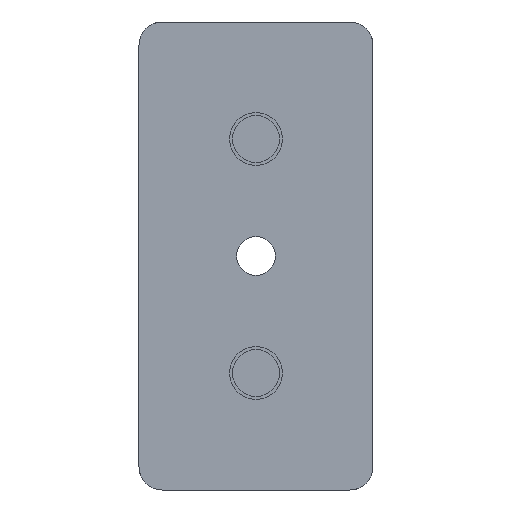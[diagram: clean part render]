
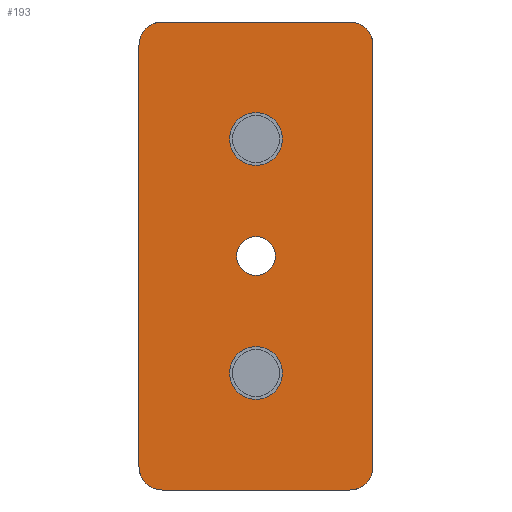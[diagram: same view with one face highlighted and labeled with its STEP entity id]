
A CAD part, front view. The second image highlights one B-rep face of the part: STEP entity #193.
In plain terms, the highlighted planar face has unit normal (0, -1, 0).
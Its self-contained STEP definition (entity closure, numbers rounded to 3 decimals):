
#4 = DIRECTION ( 'NONE',  ( 0., -1., 0. ) ) ;
#40 = AXIS2_PLACEMENT_3D ( 'NONE', #818, #1692, #542 ) ;
#61 = AXIS2_PLACEMENT_3D ( 'NONE', #1562, #1267, #1129 ) ;
#68 = CARTESIAN_POINT ( 'NONE',  ( 0., 0., -3.3 ) ) ;
#73 = VERTEX_POINT ( 'NONE', #1811 ) ;
#78 = CARTESIAN_POINT ( 'NONE',  ( -20., 0., -36. ) ) ;
#91 = ORIENTED_EDGE ( 'NONE', *, *, #1133, .F. ) ;
#108 = DIRECTION ( 'NONE',  ( 0., 0., -1. ) ) ;
#150 = CARTESIAN_POINT ( 'NONE',  ( 0., 0., 0. ) ) ;
#159 = FACE_BOUND ( 'NONE', #816, .T. ) ;
#163 = EDGE_LOOP ( 'NONE', ( #1329, #669 ) ) ;
#171 = LINE ( 'NONE', #438, #1683 ) ;
#193 = ADVANCED_FACE ( 'NONE', ( #475, #159, #208, #1058 ), #854, .F. ) ;
#197 = DIRECTION ( 'NONE',  ( 0., 0., 1. ) ) ;
#208 = FACE_BOUND ( 'NONE', #210, .T. ) ;
#210 = EDGE_LOOP ( 'NONE', ( #1719, #1677 ) ) ;
#219 = AXIS2_PLACEMENT_3D ( 'NONE', #1559, #838, #108 ) ;
#226 = EDGE_CURVE ( 'NONE', #1557, #1211, #1231, .T. ) ;
#267 = VECTOR ( 'NONE', #197, 1000. ) ;
#277 = EDGE_CURVE ( 'NONE', #1655, #609, #1389, .T. ) ;
#306 = LINE ( 'NONE', #622, #267 ) ;
#313 = CARTESIAN_POINT ( 'NONE',  ( 0., 0., -40. ) ) ;
#348 = CIRCLE ( 'NONE', #40, 4. ) ;
#358 = ORIENTED_EDGE ( 'NONE', *, *, #681, .F. ) ;
#377 = DIRECTION ( 'NONE',  ( 0., -1., 0. ) ) ;
#382 = VECTOR ( 'NONE', #1601, 1000. ) ;
#383 = CARTESIAN_POINT ( 'NONE',  ( 20., 0., -36. ) ) ;
#389 = DIRECTION ( 'NONE',  ( 0., 0., -1. ) ) ;
#424 = DIRECTION ( 'NONE',  ( 0., 0., -1. ) ) ;
#436 = CIRCLE ( 'NONE', #219, 4.5 ) ;
#438 = CARTESIAN_POINT ( 'NONE',  ( 0., 0., 40. ) ) ;
#455 = EDGE_LOOP ( 'NONE', ( #812, #762, #1587, #358, #770, #993, #1783, #1536 ) ) ;
#459 = AXIS2_PLACEMENT_3D ( 'NONE', #1510, #921, #1342 ) ;
#461 = CARTESIAN_POINT ( 'NONE',  ( 0., 0., -15.5 ) ) ;
#464 = CIRCLE ( 'NONE', #459, 4.5 ) ;
#475 = FACE_BOUND ( 'NONE', #163, .T. ) ;
#529 = CIRCLE ( 'NONE', #1548, 3.3 ) ;
#538 = AXIS2_PLACEMENT_3D ( 'NONE', #1033, #1451, #1047 ) ;
#542 = DIRECTION ( 'NONE',  ( 0., 0., 1. ) ) ;
#561 = CARTESIAN_POINT ( 'NONE',  ( 16., 0., -40. ) ) ;
#579 = LINE ( 'NONE', #1399, #1708 ) ;
#587 = CARTESIAN_POINT ( 'NONE',  ( 0., 0., 0. ) ) ;
#609 = VERTEX_POINT ( 'NONE', #68 ) ;
#622 = CARTESIAN_POINT ( 'NONE',  ( -20., 0., 0. ) ) ;
#629 = VERTEX_POINT ( 'NONE', #78 ) ;
#657 = EDGE_CURVE ( 'NONE', #1631, #1356, #987, .T. ) ;
#669 = ORIENTED_EDGE ( 'NONE', *, *, #1532, .F. ) ;
#678 = CARTESIAN_POINT ( 'NONE',  ( 16., 0., 40. ) ) ;
#681 = EDGE_CURVE ( 'NONE', #1608, #1145, #579, .T. ) ;
#762 = ORIENTED_EDGE ( 'NONE', *, *, #1813, .F. ) ;
#770 = ORIENTED_EDGE ( 'NONE', *, *, #1157, .F. ) ;
#812 = ORIENTED_EDGE ( 'NONE', *, *, #1632, .F. ) ;
#816 = EDGE_LOOP ( 'NONE', ( #950, #91 ) ) ;
#818 = CARTESIAN_POINT ( 'NONE',  ( 16., 0., 36. ) ) ;
#838 = DIRECTION ( 'NONE',  ( 0., -1., 0. ) ) ;
#854 = PLANE ( 'NONE',  #906 ) ;
#873 = DIRECTION ( 'NONE',  ( 0., 0., -1. ) ) ;
#906 = AXIS2_PLACEMENT_3D ( 'NONE', #1701, #1711, #1856 ) ;
#921 = DIRECTION ( 'NONE',  ( 0., -1., 0. ) ) ;
#950 = ORIENTED_EDGE ( 'NONE', *, *, #657, .F. ) ;
#970 = DIRECTION ( 'NONE',  ( 0., 0., -1. ) ) ;
#975 = EDGE_CURVE ( 'NONE', #629, #1557, #306, .T. ) ;
#978 = DIRECTION ( 'NONE',  ( 0., 0., -1. ) ) ;
#987 = CIRCLE ( 'NONE', #1761, 4.5 ) ;
#993 = ORIENTED_EDGE ( 'NONE', *, *, #1439, .F. ) ;
#1033 = CARTESIAN_POINT ( 'NONE',  ( 16., 0., -36. ) ) ;
#1047 = DIRECTION ( 'NONE',  ( 0., 0., 1. ) ) ;
#1058 = FACE_OUTER_BOUND ( 'NONE', #455, .T. ) ;
#1062 = AXIS2_PLACEMENT_3D ( 'NONE', #1387, #1835, #1822 ) ;
#1070 = EDGE_CURVE ( 'NONE', #73, #1553, #464, .T. ) ;
#1087 = CARTESIAN_POINT ( 'NONE',  ( 0., 0., -20. ) ) ;
#1129 = DIRECTION ( 'NONE',  ( 0., 0., 1. ) ) ;
#1131 = CIRCLE ( 'NONE', #1693, 4.5 ) ;
#1133 = EDGE_CURVE ( 'NONE', #1356, #1631, #1131, .T. ) ;
#1145 = VERTEX_POINT ( 'NONE', #383 ) ;
#1157 = EDGE_CURVE ( 'NONE', #1679, #1608, #348, .T. ) ;
#1211 = VERTEX_POINT ( 'NONE', #1554 ) ;
#1218 = CIRCLE ( 'NONE', #1062, 4. ) ;
#1231 = CIRCLE ( 'NONE', #61, 4. ) ;
#1245 = CARTESIAN_POINT ( 'NONE',  ( 0., 0., 3.3 ) ) ;
#1251 = CARTESIAN_POINT ( 'NONE',  ( 0., 0., 24.5 ) ) ;
#1254 = EDGE_CURVE ( 'NONE', #609, #1655, #529, .T. ) ;
#1260 = CARTESIAN_POINT ( 'NONE',  ( 0., 0., -24.5 ) ) ;
#1267 = DIRECTION ( 'NONE',  ( 0., 1., 0. ) ) ;
#1326 = VERTEX_POINT ( 'NONE', #561 ) ;
#1329 = ORIENTED_EDGE ( 'NONE', *, *, #1070, .F. ) ;
#1342 = DIRECTION ( 'NONE',  ( 0., 0., -1. ) ) ;
#1356 = VERTEX_POINT ( 'NONE', #461 ) ;
#1358 = EDGE_CURVE ( 'NONE', #1145, #1326, #1644, .T. ) ;
#1385 = DIRECTION ( 'NONE',  ( 0., -1., 0. ) ) ;
#1387 = CARTESIAN_POINT ( 'NONE',  ( -16., 0., -36. ) ) ;
#1389 = CIRCLE ( 'NONE', #1450, 3.3 ) ;
#1395 = CARTESIAN_POINT ( 'NONE',  ( 0., 0., -20. ) ) ;
#1399 = CARTESIAN_POINT ( 'NONE',  ( 20., 0., 0. ) ) ;
#1400 = CARTESIAN_POINT ( 'NONE',  ( -16., 0., -40. ) ) ;
#1407 = CARTESIAN_POINT ( 'NONE',  ( 20., 0., 36. ) ) ;
#1432 = LINE ( 'NONE', #313, #382 ) ;
#1439 = EDGE_CURVE ( 'NONE', #1211, #1679, #171, .T. ) ;
#1450 = AXIS2_PLACEMENT_3D ( 'NONE', #587, #1602, #873 ) ;
#1451 = DIRECTION ( 'NONE',  ( 0., 1., 0. ) ) ;
#1510 = CARTESIAN_POINT ( 'NONE',  ( 0., 0., 20. ) ) ;
#1532 = EDGE_CURVE ( 'NONE', #1553, #73, #436, .T. ) ;
#1536 = ORIENTED_EDGE ( 'NONE', *, *, #975, .F. ) ;
#1548 = AXIS2_PLACEMENT_3D ( 'NONE', #150, #4, #424 ) ;
#1553 = VERTEX_POINT ( 'NONE', #1251 ) ;
#1554 = CARTESIAN_POINT ( 'NONE',  ( -16., 0., 40. ) ) ;
#1557 = VERTEX_POINT ( 'NONE', #1630 ) ;
#1559 = CARTESIAN_POINT ( 'NONE',  ( 0., 0., 20. ) ) ;
#1562 = CARTESIAN_POINT ( 'NONE',  ( -16., 0., 36. ) ) ;
#1587 = ORIENTED_EDGE ( 'NONE', *, *, #1358, .F. ) ;
#1601 = DIRECTION ( 'NONE',  ( -1., 0., 0. ) ) ;
#1602 = DIRECTION ( 'NONE',  ( 0., -1., 0. ) ) ;
#1608 = VERTEX_POINT ( 'NONE', #1407 ) ;
#1630 = CARTESIAN_POINT ( 'NONE',  ( -20., 0., 36. ) ) ;
#1631 = VERTEX_POINT ( 'NONE', #1260 ) ;
#1632 = EDGE_CURVE ( 'NONE', #1695, #629, #1218, .T. ) ;
#1644 = CIRCLE ( 'NONE', #538, 4. ) ;
#1655 = VERTEX_POINT ( 'NONE', #1245 ) ;
#1677 = ORIENTED_EDGE ( 'NONE', *, *, #277, .F. ) ;
#1679 = VERTEX_POINT ( 'NONE', #678 ) ;
#1683 = VECTOR ( 'NONE', #1739, 1000. ) ;
#1692 = DIRECTION ( 'NONE',  ( 0., 1., 0. ) ) ;
#1693 = AXIS2_PLACEMENT_3D ( 'NONE', #1395, #1385, #389 ) ;
#1695 = VERTEX_POINT ( 'NONE', #1400 ) ;
#1701 = CARTESIAN_POINT ( 'NONE',  ( 0., 0., 0. ) ) ;
#1708 = VECTOR ( 'NONE', #978, 1000. ) ;
#1711 = DIRECTION ( 'NONE',  ( 0., 1., 0. ) ) ;
#1719 = ORIENTED_EDGE ( 'NONE', *, *, #1254, .F. ) ;
#1739 = DIRECTION ( 'NONE',  ( 1., 0., 0. ) ) ;
#1761 = AXIS2_PLACEMENT_3D ( 'NONE', #1087, #377, #970 ) ;
#1783 = ORIENTED_EDGE ( 'NONE', *, *, #226, .F. ) ;
#1811 = CARTESIAN_POINT ( 'NONE',  ( 0., 0., 15.5 ) ) ;
#1813 = EDGE_CURVE ( 'NONE', #1326, #1695, #1432, .T. ) ;
#1822 = DIRECTION ( 'NONE',  ( 0., 0., 1. ) ) ;
#1835 = DIRECTION ( 'NONE',  ( 0., 1., 0. ) ) ;
#1856 = DIRECTION ( 'NONE',  ( 0., 0., 1. ) ) ;
